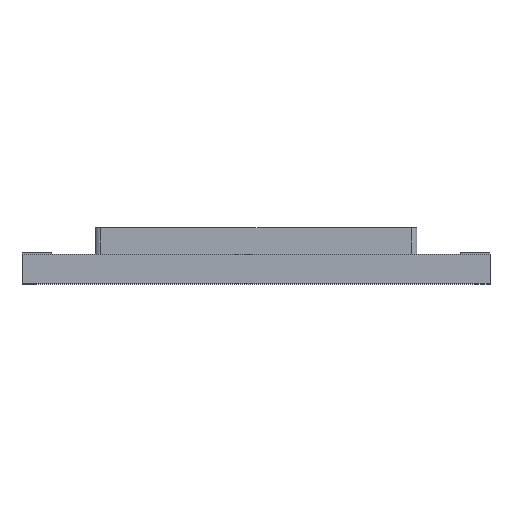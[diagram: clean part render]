
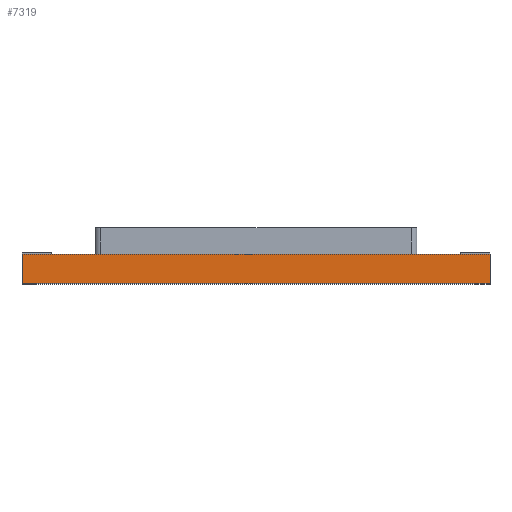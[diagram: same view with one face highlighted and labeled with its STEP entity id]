
A CAD part, top view. The second image highlights one B-rep face of the part: STEP entity #7319.
In plain terms, the highlighted planar face has unit normal (0, 0, 1).
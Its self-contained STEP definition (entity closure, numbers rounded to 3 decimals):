
#48 = ORIENTED_EDGE ( 'NONE', *, *, #8804, .T. ) ;
#90 = ORIENTED_EDGE ( 'NONE', *, *, #8803, .F. ) ;
#149 = ORIENTED_EDGE ( 'NONE', *, *, #8722, .F. ) ;
#240 = ORIENTED_EDGE ( 'NONE', *, *, #8798, .T. ) ;
#329 = CARTESIAN_POINT ( 'NONE',  ( -8., 1., 8. ) ) ;
#376 = CARTESIAN_POINT ( 'NONE',  ( 8., 0., 8. ) ) ;
#479 = CARTESIAN_POINT ( 'NONE',  ( -8., 0., 8. ) ) ;
#548 = VERTEX_POINT ( 'NONE', #4612 ) ;
#1860 = EDGE_LOOP ( 'NONE', ( #48, #90, #149, #240 ) ) ;
#3521 = CARTESIAN_POINT ( 'NONE',  ( -8., 1., 8. ) ) ;
#3522 = DIRECTION ( 'NONE',  ( 1., 0., 0. ) ) ;
#3676 = CARTESIAN_POINT ( 'NONE',  ( -8., 1., 8. ) ) ;
#3677 = DIRECTION ( 'NONE',  ( 0., -1., 0. ) ) ;
#3682 = CARTESIAN_POINT ( 'NONE',  ( -8., 0., 8. ) ) ;
#3686 = CARTESIAN_POINT ( 'NONE',  ( 8., 1., 8. ) ) ;
#3687 = DIRECTION ( 'NONE',  ( 0., -1., 0. ) ) ;
#3689 = DIRECTION ( 'NONE',  ( 1., 0., 0. ) ) ;
#3916 = VERTEX_POINT ( 'NONE', #376 ) ;
#3948 = VERTEX_POINT ( 'NONE', #329 ) ;
#4566 = VERTEX_POINT ( 'NONE', #479 ) ;
#4612 = CARTESIAN_POINT ( 'NONE',  ( 8., 1., 8. ) ) ;
#7092 = PLANE ( 'NONE',  #9016 ) ;
#7096 = CARTESIAN_POINT ( 'NONE',  ( -8., 1., 8. ) ) ;
#7102 = DIRECTION ( 'NONE',  ( 0., 0., -1. ) ) ;
#7103 = DIRECTION ( 'NONE',  ( -1., 0., 0. ) ) ;
#7319 = ADVANCED_FACE ( 'NONE', ( #7628 ), #7092, .F. ) ;
#7628 = FACE_OUTER_BOUND ( 'NONE', #1860, .T. ) ;
#8722 = EDGE_CURVE ( 'NONE', #3948, #548, #11101, .T. ) ;
#8798 = EDGE_CURVE ( 'NONE', #3948, #4566, #11250, .T. ) ;
#8803 = EDGE_CURVE ( 'NONE', #548, #3916, #11260, .T. ) ;
#8804 = EDGE_CURVE ( 'NONE', #4566, #3916, #11249, .T. ) ;
#9016 = AXIS2_PLACEMENT_3D ( 'NONE', #7096, #7102, #7103 ) ;
#11101 = LINE ( 'NONE', #3521, #11102 ) ;
#11102 = VECTOR ( 'NONE', #3522, 1000. ) ;
#11249 = LINE ( 'NONE', #3682, #11262 ) ;
#11250 = LINE ( 'NONE', #3676, #11251 ) ;
#11251 = VECTOR ( 'NONE', #3677, 1000. ) ;
#11260 = LINE ( 'NONE', #3686, #11261 ) ;
#11261 = VECTOR ( 'NONE', #3687, 1000. ) ;
#11262 = VECTOR ( 'NONE', #3689, 1000. ) ;
